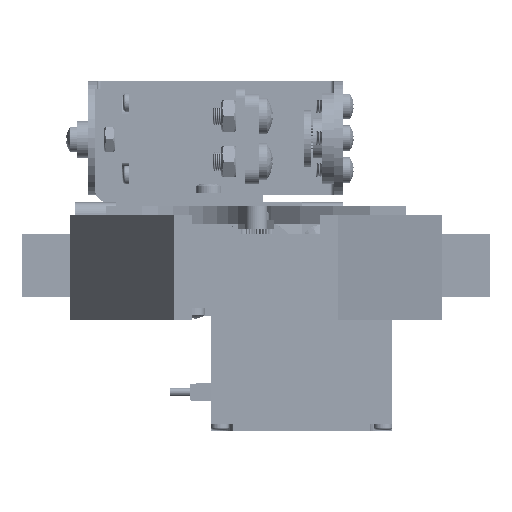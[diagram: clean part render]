
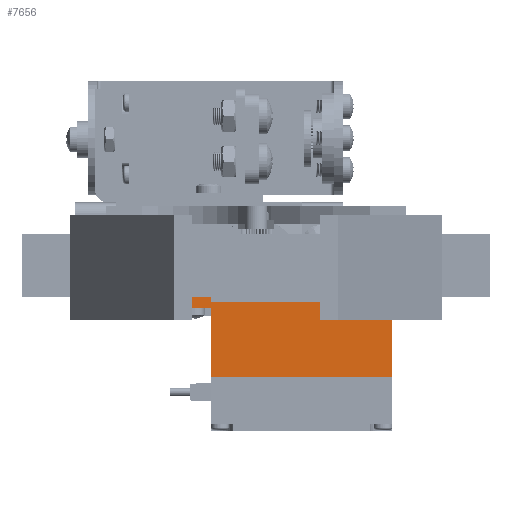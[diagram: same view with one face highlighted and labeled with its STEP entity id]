
A CAD part, left-side view. The second image highlights one B-rep face of the part: STEP entity #7656.
In plain terms, the highlighted face is planar.
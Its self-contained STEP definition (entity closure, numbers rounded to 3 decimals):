
#91 = VERTEX_POINT ( 'NONE', #22934 ) ;
#283 = CARTESIAN_POINT ( 'NONE',  ( 0., 0., 19.9 ) ) ;
#432 = CARTESIAN_POINT ( 'NONE',  ( 7., 27., 19.9 ) ) ;
#977 = CARTESIAN_POINT ( 'NONE',  ( 7., -20., 19.9 ) ) ;
#1640 = CARTESIAN_POINT ( 'NONE',  ( 7., -20., 19.9 ) ) ;
#2101 = EDGE_CURVE ( 'NONE', #91, #8473, #6145, .T. ) ;
#2512 = CARTESIAN_POINT ( 'NONE',  ( -8.25, -20., 19.9 ) ) ;
#2669 = LINE ( 'NONE', #34698, #32069 ) ;
#3415 = VECTOR ( 'NONE', #13947, 1000. ) ;
#4131 = EDGE_LOOP ( 'NONE', ( #41658, #46716, #26121, #19317, #38344, #46332, #5743, #22198, #7273, #45551, #38745, #31995 ) ) ;
#4665 = EDGE_CURVE ( 'NONE', #41380, #37791, #20339, .T. ) ;
#4956 = CARTESIAN_POINT ( 'NONE',  ( 10., 27., 19.9 ) ) ;
#4973 = CARTESIAN_POINT ( 'NONE',  ( 7., -27., 19.9 ) ) ;
#5274 = VERTEX_POINT ( 'NONE', #977 ) ;
#5743 = ORIENTED_EDGE ( 'NONE', *, *, #25317, .F. ) ;
#6041 = VECTOR ( 'NONE', #34503, 1000. ) ;
#6145 = LINE ( 'NONE', #44202, #33873 ) ;
#6232 = LINE ( 'NONE', #46705, #3415 ) ;
#7082 = EDGE_CURVE ( 'NONE', #27518, #37791, #31447, .T. ) ;
#7273 = ORIENTED_EDGE ( 'NONE', *, *, #38773, .T. ) ;
#7656 = ADVANCED_FACE ( 'NONE', ( #16695 ), #11692, .F. ) ;
#8093 = VERTEX_POINT ( 'NONE', #46468 ) ;
#8473 = VERTEX_POINT ( 'NONE', #12742 ) ;
#9659 = CARTESIAN_POINT ( 'NONE',  ( 8.25, -20., 19.9 ) ) ;
#9785 = DIRECTION ( 'NONE',  ( 0., -1., 0. ) ) ;
#9890 = CARTESIAN_POINT ( 'NONE',  ( 8.25, -20., 19.9 ) ) ;
#10458 = VECTOR ( 'NONE', #22665, 1000. ) ;
#11428 = VECTOR ( 'NONE', #32375, 1000. ) ;
#11692 = PLANE ( 'NONE',  #29721 ) ;
#12534 = DIRECTION ( 'NONE',  ( 0., -1., 0. ) ) ;
#12742 = CARTESIAN_POINT ( 'NONE',  ( 10., -24., 19.9 ) ) ;
#12870 = DIRECTION ( 'NONE',  ( 0., 1., 0. ) ) ;
#13947 = DIRECTION ( 'NONE',  ( -1., 0., 0. ) ) ;
#14294 = CARTESIAN_POINT ( 'NONE',  ( 10., -20., 19.9 ) ) ;
#14452 = VERTEX_POINT ( 'NONE', #9890 ) ;
#14931 = LINE ( 'NONE', #21269, #41571 ) ;
#15702 = CARTESIAN_POINT ( 'NONE',  ( 8.25, 20., 19.9 ) ) ;
#15835 = CARTESIAN_POINT ( 'NONE',  ( -8.25, 20., 19.9 ) ) ;
#16695 = FACE_OUTER_BOUND ( 'NONE', #4131, .T. ) ;
#16824 = VERTEX_POINT ( 'NONE', #22373 ) ;
#18963 = CARTESIAN_POINT ( 'NONE',  ( 10., 24., 19.9 ) ) ;
#19317 = ORIENTED_EDGE ( 'NONE', *, *, #26153, .T. ) ;
#19895 = VECTOR ( 'NONE', #12870, 1000. ) ;
#20339 = LINE ( 'NONE', #4956, #28831 ) ;
#21026 = LINE ( 'NONE', #1640, #28967 ) ;
#21050 = LINE ( 'NONE', #28317, #11428 ) ;
#21269 = CARTESIAN_POINT ( 'NONE',  ( -8.25, -20., 19.9 ) ) ;
#22198 = ORIENTED_EDGE ( 'NONE', *, *, #2101, .T. ) ;
#22373 = CARTESIAN_POINT ( 'NONE',  ( 7., 24., 19.9 ) ) ;
#22665 = DIRECTION ( 'NONE',  ( 1., 0., 0. ) ) ;
#22934 = CARTESIAN_POINT ( 'NONE',  ( 7., -24., 19.9 ) ) ;
#23583 = LINE ( 'NONE', #9659, #6041 ) ;
#25317 = EDGE_CURVE ( 'NONE', #91, #5274, #44839, .T. ) ;
#26121 = ORIENTED_EDGE ( 'NONE', *, *, #35342, .T. ) ;
#26153 = EDGE_CURVE ( 'NONE', #8093, #36641, #6232, .T. ) ;
#27518 = VERTEX_POINT ( 'NONE', #15702 ) ;
#28317 = CARTESIAN_POINT ( 'NONE',  ( 7., 24., 19.9 ) ) ;
#28831 = VECTOR ( 'NONE', #12534, 1000. ) ;
#28967 = VECTOR ( 'NONE', #45004, 1000. ) ;
#29380 = DIRECTION ( 'NONE',  ( 0., -1., 0. ) ) ;
#29721 = AXIS2_PLACEMENT_3D ( 'NONE', #283, #32701, #33026 ) ;
#31447 = LINE ( 'NONE', #40703, #10458 ) ;
#31995 = ORIENTED_EDGE ( 'NONE', *, *, #7082, .T. ) ;
#32069 = VECTOR ( 'NONE', #34546, 1000. ) ;
#32375 = DIRECTION ( 'NONE',  ( -1., 0., 0. ) ) ;
#32404 = VECTOR ( 'NONE', #29380, 1000. ) ;
#32701 = DIRECTION ( 'NONE',  ( 0., 0., -1. ) ) ;
#33026 = DIRECTION ( 'NONE',  ( -1., 0., 0. ) ) ;
#33873 = VECTOR ( 'NONE', #37543, 1000. ) ;
#34503 = DIRECTION ( 'NONE',  ( 0., 1., 0. ) ) ;
#34546 = DIRECTION ( 'NONE',  ( 0., 1., 0. ) ) ;
#34698 = CARTESIAN_POINT ( 'NONE',  ( 10., -27., 19.9 ) ) ;
#35011 = CARTESIAN_POINT ( 'NONE',  ( 10., 20., 19.9 ) ) ;
#35342 = EDGE_CURVE ( 'NONE', #16824, #8093, #39259, .T. ) ;
#35913 = EDGE_CURVE ( 'NONE', #42455, #14452, #21026, .T. ) ;
#36641 = VERTEX_POINT ( 'NONE', #15835 ) ;
#37543 = DIRECTION ( 'NONE',  ( 1., 0., 0. ) ) ;
#37791 = VERTEX_POINT ( 'NONE', #35011 ) ;
#38066 = LINE ( 'NONE', #2512, #42028 ) ;
#38344 = ORIENTED_EDGE ( 'NONE', *, *, #41717, .T. ) ;
#38745 = ORIENTED_EDGE ( 'NONE', *, *, #39202, .T. ) ;
#38756 = VERTEX_POINT ( 'NONE', #45618 ) ;
#38773 = EDGE_CURVE ( 'NONE', #8473, #42455, #2669, .T. ) ;
#39202 = EDGE_CURVE ( 'NONE', #14452, #27518, #23583, .T. ) ;
#39259 = LINE ( 'NONE', #432, #32404 ) ;
#39495 = DIRECTION ( 'NONE',  ( 1., 0., 0. ) ) ;
#40592 = EDGE_CURVE ( 'NONE', #38756, #5274, #14931, .T. ) ;
#40703 = CARTESIAN_POINT ( 'NONE',  ( 7., 20., 19.9 ) ) ;
#41380 = VERTEX_POINT ( 'NONE', #18963 ) ;
#41571 = VECTOR ( 'NONE', #39495, 1000. ) ;
#41658 = ORIENTED_EDGE ( 'NONE', *, *, #4665, .F. ) ;
#41717 = EDGE_CURVE ( 'NONE', #36641, #38756, #38066, .T. ) ;
#41790 = EDGE_CURVE ( 'NONE', #41380, #16824, #21050, .T. ) ;
#42028 = VECTOR ( 'NONE', #9785, 1000. ) ;
#42455 = VERTEX_POINT ( 'NONE', #14294 ) ;
#44202 = CARTESIAN_POINT ( 'NONE',  ( 0., -24., 19.9 ) ) ;
#44839 = LINE ( 'NONE', #4973, #19895 ) ;
#45004 = DIRECTION ( 'NONE',  ( -1., 0., 0. ) ) ;
#45551 = ORIENTED_EDGE ( 'NONE', *, *, #35913, .T. ) ;
#45618 = CARTESIAN_POINT ( 'NONE',  ( -8.25, -20., 19.9 ) ) ;
#46332 = ORIENTED_EDGE ( 'NONE', *, *, #40592, .T. ) ;
#46468 = CARTESIAN_POINT ( 'NONE',  ( 7., 20., 19.9 ) ) ;
#46705 = CARTESIAN_POINT ( 'NONE',  ( -8.25, 20., 19.9 ) ) ;
#46716 = ORIENTED_EDGE ( 'NONE', *, *, #41790, .T. ) ;
